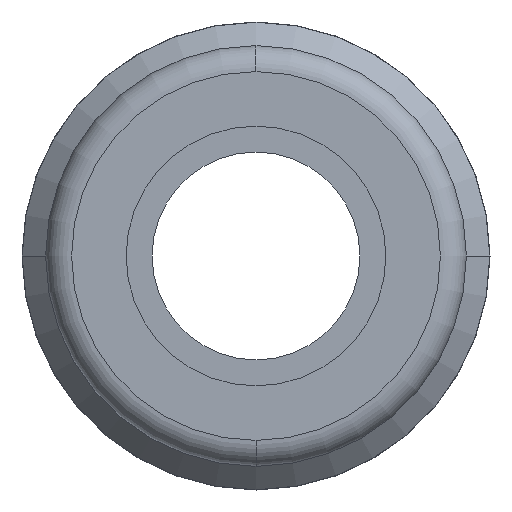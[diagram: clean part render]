
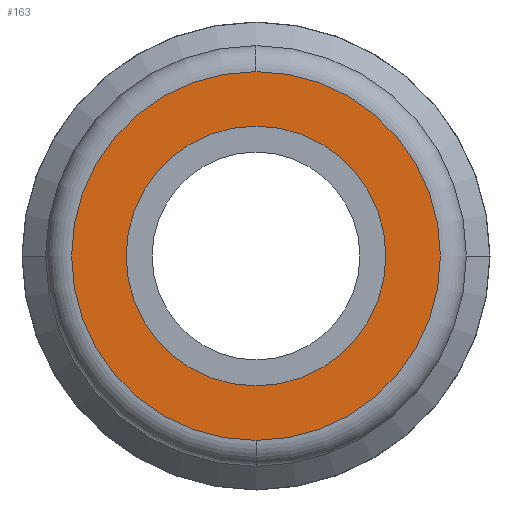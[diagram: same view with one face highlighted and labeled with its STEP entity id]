
A CAD part, front view. The second image highlights one B-rep face of the part: STEP entity #163.
In plain terms, the highlighted planar face has unit normal (0, -1, 0).
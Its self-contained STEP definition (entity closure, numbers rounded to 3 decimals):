
#163=ADVANCED_FACE('',(#328,#329),#330,.T.);
#328=FACE_BOUND('',#485,.T.);
#329=FACE_OUTER_BOUND('',#486,.T.);
#330=PLANE('',#487);
#485=EDGE_LOOP('',(#863,#864));
#486=EDGE_LOOP('',(#865,#866,#867));
#487=AXIS2_PLACEMENT_3D('',#868,#869,#870);
#863=ORIENTED_EDGE('',*,*,#957,.T.);
#864=ORIENTED_EDGE('',*,*,#908,.T.);
#865=ORIENTED_EDGE('',*,*,#979,.F.);
#866=ORIENTED_EDGE('',*,*,#978,.F.);
#867=ORIENTED_EDGE('',*,*,#966,.F.);
#868=CARTESIAN_POINT('',(1.775,0.0,0.0));
#869=DIRECTION('',(-0.0,-1.0,-0.0));
#870=DIRECTION('',(-1.0,0.0,0.0));
#908=EDGE_CURVE('',#1074,#1078,#1080,.T.);
#957=EDGE_CURVE('',#1078,#1074,#1150,.T.);
#966=EDGE_CURVE('',#1162,#1158,#1164,.T.);
#978=EDGE_CURVE('',#1158,#1178,#1179,.T.);
#979=EDGE_CURVE('',#1178,#1162,#1180,.T.);
#1074=VERTEX_POINT('',#1285);
#1078=VERTEX_POINT('',#1290);
#1080=CIRCLE('',#1293,2.5);
#1150=CIRCLE('',#1379,2.5);
#1158=VERTEX_POINT('',#1389);
#1162=VERTEX_POINT('',#1393);
#1164=CIRCLE('',#1395,3.55);
#1178=VERTEX_POINT('',#1411);
#1179=CIRCLE('',#1412,3.55);
#1180=CIRCLE('',#1413,3.55);
#1285=CARTESIAN_POINT('',(2.5,0.0,0.));
#1290=CARTESIAN_POINT('',(-2.5,0.0,0.));
#1293=AXIS2_PLACEMENT_3D('',#1524,#1525,#1526);
#1379=AXIS2_PLACEMENT_3D('',#1597,#1598,#1599);
#1389=CARTESIAN_POINT('',(0.,0.0,3.55));
#1393=CARTESIAN_POINT('',(0.,0.0,-3.55));
#1395=AXIS2_PLACEMENT_3D('',#1614,#1615,#1616);
#1411=CARTESIAN_POINT('',(3.55,0.0,0.0));
#1412=AXIS2_PLACEMENT_3D('',#1631,#1632,#1633);
#1413=AXIS2_PLACEMENT_3D('',#1634,#1635,#1636);
#1524=CARTESIAN_POINT('',(0.0,0.0,0.0));
#1525=DIRECTION('',(-0.0,1.0,0.0));
#1526=DIRECTION('',(1.0,0.0,0.0));
#1597=CARTESIAN_POINT('',(0.0,0.0,0.0));
#1598=DIRECTION('',(-0.0,1.0,0.0));
#1599=DIRECTION('',(1.0,0.0,0.0));
#1614=CARTESIAN_POINT('',(0.0,0.0,0.0));
#1615=DIRECTION('',(-0.0,1.0,0.0));
#1616=DIRECTION('',(1.0,0.0,0.0));
#1631=CARTESIAN_POINT('',(0.0,0.0,0.0));
#1632=DIRECTION('',(-0.0,1.0,0.0));
#1633=DIRECTION('',(1.0,0.0,0.0));
#1634=CARTESIAN_POINT('',(0.0,0.0,0.0));
#1635=DIRECTION('',(-0.0,1.0,0.0));
#1636=DIRECTION('',(1.0,0.0,0.0));
